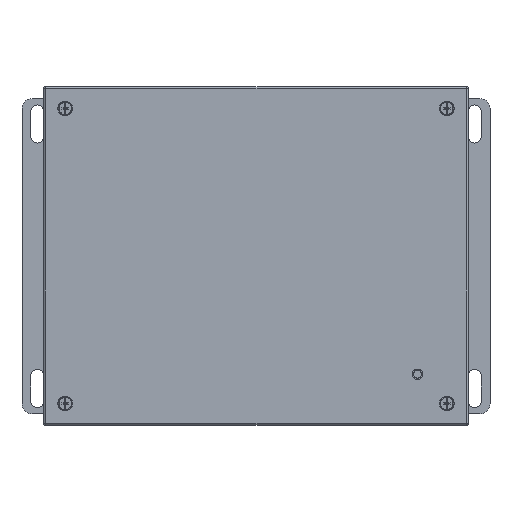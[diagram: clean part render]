
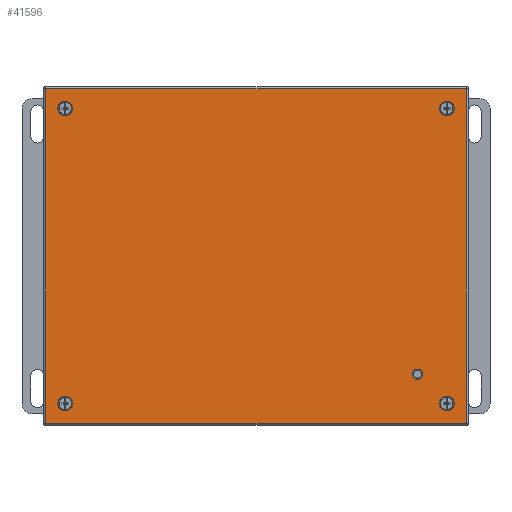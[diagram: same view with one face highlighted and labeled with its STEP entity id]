
A CAD part, top view. The second image highlights one B-rep face of the part: STEP entity #41596.
In plain terms, the highlighted planar face has unit normal (0, 0, 1).
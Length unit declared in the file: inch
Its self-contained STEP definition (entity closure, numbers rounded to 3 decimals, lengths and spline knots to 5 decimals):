
#736 = DIRECTION ( 'NONE',  ( 0., 1., 0. ) ) ;
#865 = EDGE_LOOP ( 'NONE', ( #20204, #25484, #15359, #41945 ) ) ;
#1297 = CARTESIAN_POINT ( 'NONE',  ( 10.28125, 8.05252, 4.135 ) ) ;
#1798 = VERTEX_POINT ( 'NONE', #24646 ) ;
#2102 = DIRECTION ( 'NONE',  ( 0., -1., 0. ) ) ;
#2436 = CARTESIAN_POINT ( 'NONE',  ( 9.74998, 7.62498, 4.135 ) ) ;
#2645 = EDGE_LOOP ( 'NONE', ( #35451 ) ) ;
#3383 = ORIENTED_EDGE ( 'NONE', *, *, #6546, .T. ) ;
#3683 = CARTESIAN_POINT ( 'NONE',  ( 10.23123, -0.10627, 4.135 ) ) ;
#3790 = EDGE_CURVE ( 'NONE', #11795, #11795, #30373, .T. ) ;
#4537 = ORIENTED_EDGE ( 'NONE', *, *, #34273, .T. ) ;
#4938 = EDGE_CURVE ( 'NONE', #1798, #1798, #38406, .T. ) ;
#5341 = FACE_BOUND ( 'NONE', #16900, .T. ) ;
#6546 = EDGE_CURVE ( 'NONE', #10251, #10251, #38188, .T. ) ;
#6666 = CARTESIAN_POINT ( 'NONE',  ( 0.37498, 0.37498, 4.135 ) ) ;
#8952 = CARTESIAN_POINT ( 'NONE',  ( -0.10627, 8.05252, 4.135 ) ) ;
#9066 = CARTESIAN_POINT ( 'NONE',  ( 9.03123, 1.09373, 4.135 ) ) ;
#9164 = AXIS2_PLACEMENT_3D ( 'NONE', #1297, #41226, #31122 ) ;
#9212 = AXIS2_PLACEMENT_3D ( 'NONE', #6666, #12808, #38892 ) ;
#10251 = VERTEX_POINT ( 'NONE', #36228 ) ;
#10718 = EDGE_CURVE ( 'NONE', #26451, #26451, #36398, .T. ) ;
#11078 = DIRECTION ( 'NONE',  ( -1., 0., 0. ) ) ;
#11129 = FACE_BOUND ( 'NONE', #36828, .T. ) ;
#11298 = ORIENTED_EDGE ( 'NONE', *, *, #4938, .T. ) ;
#11459 = CARTESIAN_POINT ( 'NONE',  ( 10.28125, 8.10623, 4.135 ) ) ;
#11795 = VERTEX_POINT ( 'NONE', #40670 ) ;
#12433 = VERTEX_POINT ( 'NONE', #28770 ) ;
#12808 = DIRECTION ( 'NONE',  ( 0., 0., -1. ) ) ;
#13547 = VERTEX_POINT ( 'NONE', #29808 ) ;
#13925 = DIRECTION ( 'NONE',  ( 0., 0., -1. ) ) ;
#15006 = EDGE_LOOP ( 'NONE', ( #3383 ) ) ;
#15359 = ORIENTED_EDGE ( 'NONE', *, *, #35426, .T. ) ;
#16099 = LINE ( 'NONE', #38754, #41129 ) ;
#16198 = CARTESIAN_POINT ( 'NONE',  ( 0.24198, 0.37498, 4.135 ) ) ;
#16900 = EDGE_LOOP ( 'NONE', ( #4537 ) ) ;
#17120 = AXIS2_PLACEMENT_3D ( 'NONE', #19206, #28824, #26059 ) ;
#17175 = DIRECTION ( 'NONE',  ( -1., 0., 0. ) ) ;
#17734 = PLANE ( 'NONE',  #9164 ) ;
#17964 = FACE_BOUND ( 'NONE', #15006, .T. ) ;
#18382 = FACE_BOUND ( 'NONE', #2645, .T. ) ;
#19206 = CARTESIAN_POINT ( 'NONE',  ( 0.37498, 7.62498, 4.135 ) ) ;
#19933 = CARTESIAN_POINT ( 'NONE',  ( 9.74998, 0.37498, 4.135 ) ) ;
#19975 = AXIS2_PLACEMENT_3D ( 'NONE', #2436, #38916, #35650 ) ;
#20167 = EDGE_CURVE ( 'NONE', #12433, #24658, #16099, .T. ) ;
#20204 = ORIENTED_EDGE ( 'NONE', *, *, #22208, .T. ) ;
#21606 = EDGE_LOOP ( 'NONE', ( #28221 ) ) ;
#22208 = EDGE_CURVE ( 'NONE', #42310, #12433, #31078, .T. ) ;
#24414 = CARTESIAN_POINT ( 'NONE',  ( -0.10627, 8.10623, 4.135 ) ) ;
#24646 = CARTESIAN_POINT ( 'NONE',  ( 9.61698, 7.62498, 4.135 ) ) ;
#24658 = VERTEX_POINT ( 'NONE', #3683 ) ;
#24878 = VECTOR ( 'NONE', #2102, 39.37008 ) ;
#25484 = ORIENTED_EDGE ( 'NONE', *, *, #20167, .T. ) ;
#26059 = DIRECTION ( 'NONE',  ( -1., 0., 0. ) ) ;
#26451 = VERTEX_POINT ( 'NONE', #16198 ) ;
#26796 = EDGE_CURVE ( 'NONE', #31686, #42310, #40747, .T. ) ;
#27804 = DIRECTION ( 'NONE',  ( 0., 0., -1. ) ) ;
#28221 = ORIENTED_EDGE ( 'NONE', *, *, #3790, .T. ) ;
#28437 = DIRECTION ( 'NONE',  ( -1., 0., 0. ) ) ;
#28770 = CARTESIAN_POINT ( 'NONE',  ( -0.10627, -0.10627, 4.135 ) ) ;
#28824 = DIRECTION ( 'NONE',  ( 0., 0., -1. ) ) ;
#29558 = LINE ( 'NONE', #33134, #29583 ) ;
#29583 = VECTOR ( 'NONE', #736, 39.37008 ) ;
#29808 = CARTESIAN_POINT ( 'NONE',  ( 0.24198, 7.62498, 4.135 ) ) ;
#30373 = CIRCLE ( 'NONE', #31066, 0.133 ) ;
#31066 = AXIS2_PLACEMENT_3D ( 'NONE', #19933, #13925, #17175 ) ;
#31078 = LINE ( 'NONE', #8952, #24878 ) ;
#31122 = DIRECTION ( 'NONE',  ( -1., 0., 0. ) ) ;
#31331 = FACE_OUTER_BOUND ( 'NONE', #865, .T. ) ;
#31686 = VERTEX_POINT ( 'NONE', #33106 ) ;
#33106 = CARTESIAN_POINT ( 'NONE',  ( 10.23123, 8.10623, 4.135 ) ) ;
#33134 = CARTESIAN_POINT ( 'NONE',  ( 10.23123, 8.05252, 4.135 ) ) ;
#34273 = EDGE_CURVE ( 'NONE', #13547, #13547, #39638, .T. ) ;
#34807 = VECTOR ( 'NONE', #11078, 39.37008 ) ;
#35426 = EDGE_CURVE ( 'NONE', #24658, #31686, #29558, .T. ) ;
#35451 = ORIENTED_EDGE ( 'NONE', *, *, #10718, .T. ) ;
#35650 = DIRECTION ( 'NONE',  ( -1., 0., 0. ) ) ;
#36101 = AXIS2_PLACEMENT_3D ( 'NONE', #9066, #27804, #28437 ) ;
#36228 = CARTESIAN_POINT ( 'NONE',  ( 8.93468, 1.09373, 4.135 ) ) ;
#36398 = CIRCLE ( 'NONE', #9212, 0.133 ) ;
#36828 = EDGE_LOOP ( 'NONE', ( #11298 ) ) ;
#37768 = FACE_BOUND ( 'NONE', #21606, .T. ) ;
#38188 = CIRCLE ( 'NONE', #36101, 0.09655 ) ;
#38406 = CIRCLE ( 'NONE', #19975, 0.133 ) ;
#38754 = CARTESIAN_POINT ( 'NONE',  ( 10.28125, -0.10627, 4.135 ) ) ;
#38892 = DIRECTION ( 'NONE',  ( -1., 0., 0. ) ) ;
#38916 = DIRECTION ( 'NONE',  ( 0., 0., -1. ) ) ;
#39638 = CIRCLE ( 'NONE', #17120, 0.133 ) ;
#40670 = CARTESIAN_POINT ( 'NONE',  ( 9.61698, 0.37498, 4.135 ) ) ;
#40747 = LINE ( 'NONE', #11459, #34807 ) ;
#41129 = VECTOR ( 'NONE', #41785, 39.37008 ) ;
#41226 = DIRECTION ( 'NONE',  ( 0., 0., -1. ) ) ;
#41596 = ADVANCED_FACE ( 'NONE', ( #11129, #17964, #37768, #18382, #5341, #31331 ), #17734, .F. ) ;
#41785 = DIRECTION ( 'NONE',  ( 1., 0., 0. ) ) ;
#41945 = ORIENTED_EDGE ( 'NONE', *, *, #26796, .T. ) ;
#42310 = VERTEX_POINT ( 'NONE', #24414 ) ;
